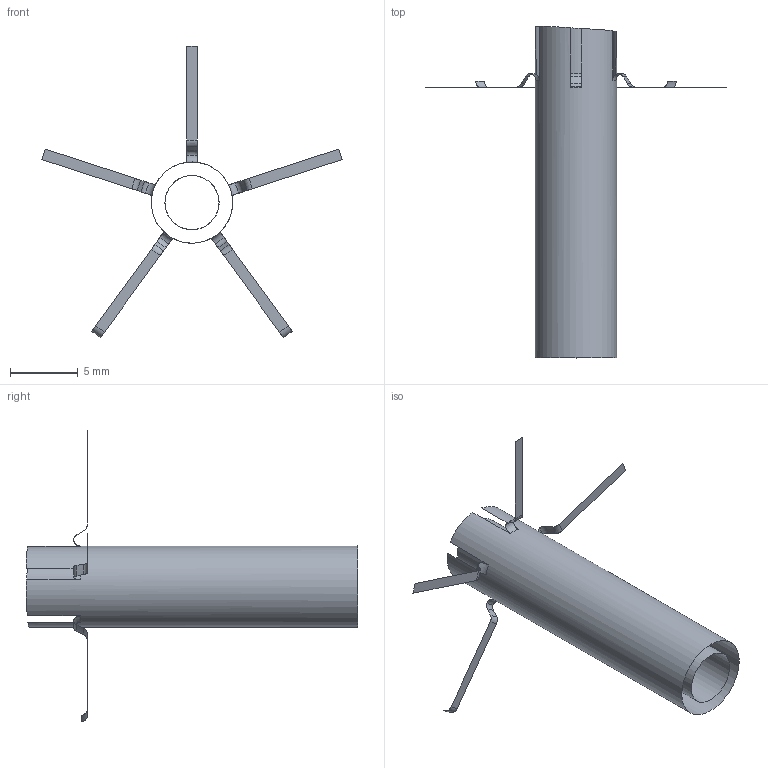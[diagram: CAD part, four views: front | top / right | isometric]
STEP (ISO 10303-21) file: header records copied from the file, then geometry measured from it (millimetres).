
FILE_DESCRIPTION(('Open CASCADE Model'),'2;1');
FILE_NAME('Open CASCADE Shape Model','2025-10-21T21:37:34',('Author'),( 'Open CASCADE'),'Open CASCADE STEP processor 7.7','Open CASCADE 7.7' ,'Unknown');
FILE_SCHEMA(('AUTOMOTIVE_DESIGN { 1 0 10303 214 1 1 1 1 }'));
Length unit declared in the file: millimetre
Products named in the file (30): Open CASCADE STEP translator 7.7 23; Open CASCADE STEP translator 7.7 23.1; Open CASCADE STEP translator 7.7 23.2; Open CASCADE STEP translator 7.7 23.3; Open CASCADE STEP translator 7.7 23.4; Open CASCADE STEP translator 7.7 23.5; Open CASCADE STEP translator 7.7 23.6; Open CASCADE STEP translator 7.7 23.7; Open CASCADE STEP translator 7.7 23.8; Open CASCADE STEP translator 7.7 23.9; Open CASCADE STEP translator 7.7 23.10; Open CASCADE STEP translator 7.7 23.11; Open CASCADE STEP translator 7.7 23.12; Open CASCADE STEP translator 7.7 23.13; Open CASCADE STEP translator 7.7 23.14; Open CASCADE STEP translator 7.7 23.15; Open CASCADE STEP translator 7.7 23.16; Open CASCADE STEP translator 7.7 23.17; Open CASCADE STEP translator 7.7 23.18; Open CASCADE STEP translator 7.7 23.19; Open CASCADE STEP translator 7.7 23.20; Open CASCADE STEP translator 7.7 23.21; Open CASCADE STEP translator 7.7 23.22; Open CASCADE STEP translator 7.7 23.23; Open CASCADE STEP translator 7.7 23.24; Open CASCADE STEP translator 7.7 23.25; Open CASCADE STEP translator 7.7 23.26; Open CASCADE STEP translator 7.7 23.27; Open CASCADE STEP translator 7.7 23.28; Open CASCADE STEP translator 7.7 23.29
Assembly tree (29 placements, depth 2):
  Open CASCADE STEP translator 7.7 23
    Open CASCADE STEP translator 7.7 23.1
    Open CASCADE STEP translator 7.7 23.2
    Open CASCADE STEP translator 7.7 23.3
    Open CASCADE STEP translator 7.7 23.4
    Open CASCADE STEP translator 7.7 23.5
    Open CASCADE STEP translator 7.7 23.6
    Open CASCADE STEP translator 7.7 23.7
    Open CASCADE STEP translator 7.7 23.8
    Open CASCADE STEP translator 7.7 23.9
    Open CASCADE STEP translator 7.7 23.10
    Open CASCADE STEP translator 7.7 23.11
    Open CASCADE STEP translator 7.7 23.12
    Open CASCADE STEP translator 7.7 23.13
    Open CASCADE STEP translator 7.7 23.14
    Open CASCADE STEP translator 7.7 23.15
    Open CASCADE STEP translator 7.7 23.16
    Open CASCADE STEP translator 7.7 23.17
    Open CASCADE STEP translator 7.7 23.18
    Open CASCADE STEP translator 7.7 23.19
    Open CASCADE STEP translator 7.7 23.20
    Open CASCADE STEP translator 7.7 23.21
    Open CASCADE STEP translator 7.7 23.22
    Open CASCADE STEP translator 7.7 23.23
    Open CASCADE STEP translator 7.7 23.24
    Open CASCADE STEP translator 7.7 23.25
    Open CASCADE STEP translator 7.7 23.26
    Open CASCADE STEP translator 7.7 23.27
    Open CASCADE STEP translator 7.7 23.28
    Open CASCADE STEP translator 7.7 23.29
Bounding box: 22.21 x 24.52 x 21.53 mm (x, y, z)
Surface area: 786.7 mm2 (no closed solid volume)
Topology: 0 solids, 29 shells, 29 faces, 135 edges, 133 vertices
Faces by surface type: torus 15, plane 5, cone 5, cylinder 4
Full cylindrical faces by diameter (mm): 4 x1, 6 x1
Entity records: 3570 total; most frequent: CARTESIAN_POINT 1319, DIRECTION 350, ORIENTED_EDGE 137, PCURVE 137, DEFINITIONAL_REPRESENTATION 137, EDGE_CURVE 135, VERTEX_POINT 133, SURFACE_CURVE 133
